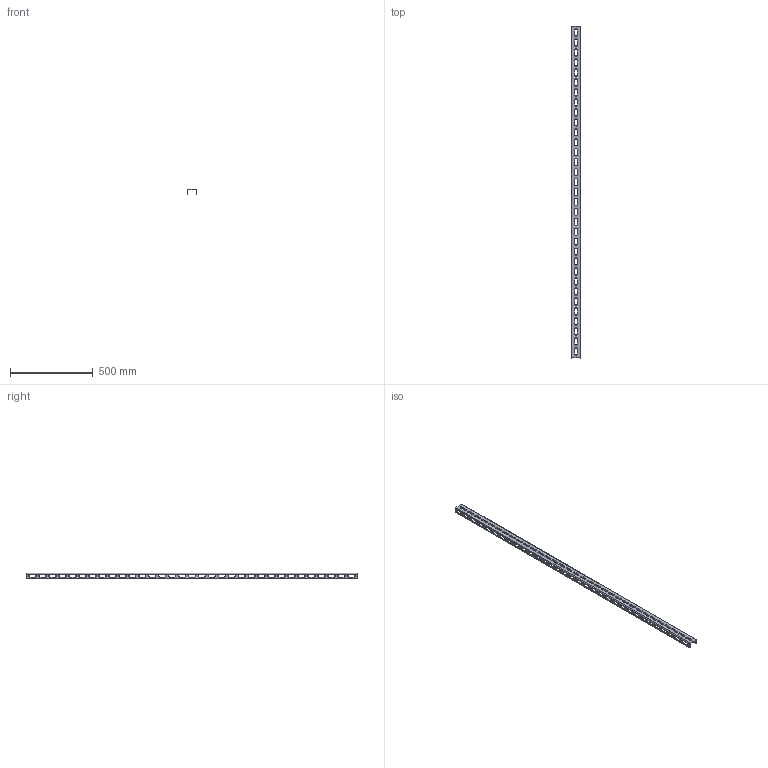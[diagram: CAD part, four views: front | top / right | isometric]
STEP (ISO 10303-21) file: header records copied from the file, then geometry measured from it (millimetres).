
FILE_DESCRIPTION(('STEP AP203'), '1');
FILE_NAME('Ê240', '', ('UNSPECIFIED'), ('UNSPECIFIED'), 'ASCON STEP Converter 1.6', 'ASCON Math Kernel', '');
FILE_SCHEMA(('CONFIG_CONTROL_DESIGN'));
Length unit declared in the file: millimetre
Bounding box: 60 x 2000 x 32 mm (x, y, z)
Volume: 443093.6 mm3; surface area: 391001.9 mm2
Topology: 1 solids, 1 shells, 418 faces, 1232 edges, 818 vertices
Faces by surface type: plane 216, cylinder 202
Entity records: 17806 total; most frequent: DIRECTION 2474, CARTESIAN_POINT 2469, ORIENTED_EDGE 2464, EDGE_CURVE 1232, LINE 828, VECTOR 828, AXIS2_PLACEMENT_3D 823, VERTEX_POINT 816
